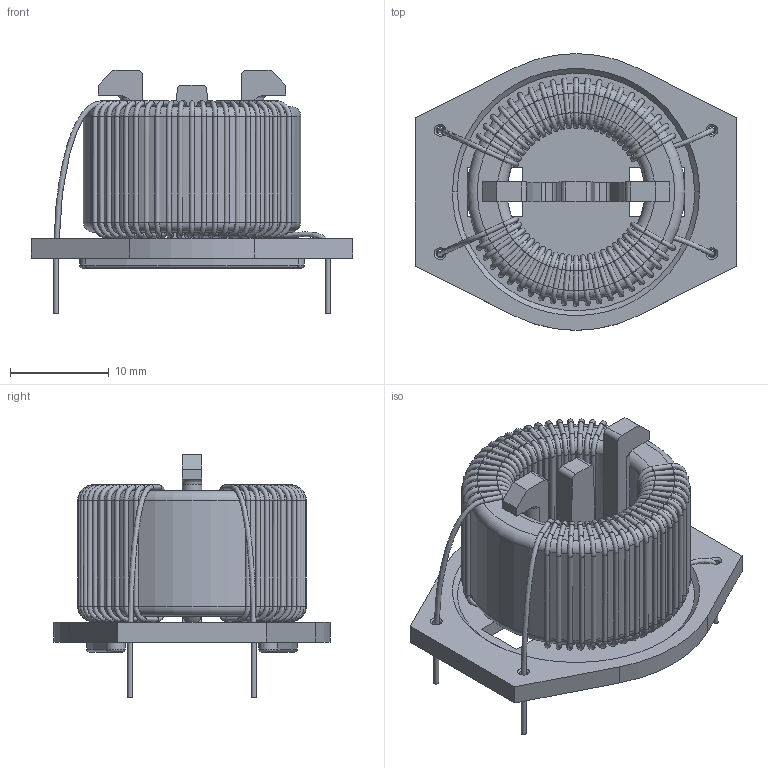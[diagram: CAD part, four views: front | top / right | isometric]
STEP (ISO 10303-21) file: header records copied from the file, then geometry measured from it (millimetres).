
FILE_DESCRIPTION(/* description */ ('Unknown'),/* implementation_level */ '2;1');
FILE_NAME(/* name */ 'L_Wurth_WE-CMBH-L_744834310',/* time_stamp */ '2025-09-08T16:47:12+08:00',/* author */ ('Unknown'),/* organization */ ('Unknown'),/* preprocessor_version */ 'ST-DEVELOPER v19.4',/* originating_system */ 'Solid Edge',/* authorisation */ 'Unknown');
FILE_SCHEMA (('AUTOMOTIVE_DESIGN {1 0 10303 214 3 1 1}'));
Length unit declared in the file: millimetre
Products named in the file (2): L_Wurth_WE-CMBH-L_744834220
Assembly tree (1 placements, depth 2):
  L_Wurth_WE-CMBH-L_744834220
    L_Wurth_WE-CMBH-L_744834220
Bounding box: 32.5 x 28 x 24.61 mm (x, y, z)
Volume: 4640.6 mm3; surface area: 6355.1 mm2
Topology: 1 solids, 1 shells, 446 faces, 973 edges, 531 vertices
Faces by surface type: cylinder 206, torus 102, bspline 90, plane 42, cone 6
Full cylindrical faces by diameter (mm): 0.5 x178, 0.8 x4, 14 x1, 22 x1
Entity records: 21075 total; most frequent: CARTESIAN_POINT 10312, DIRECTION 1392, ORIENTED_EDGE 1190, EDGE_LOOP 830, FACE_BOUND 830, AXIS2_PLACEMENT_3D 635, EDGE_CURVE 595, VERTEX_POINT 519
